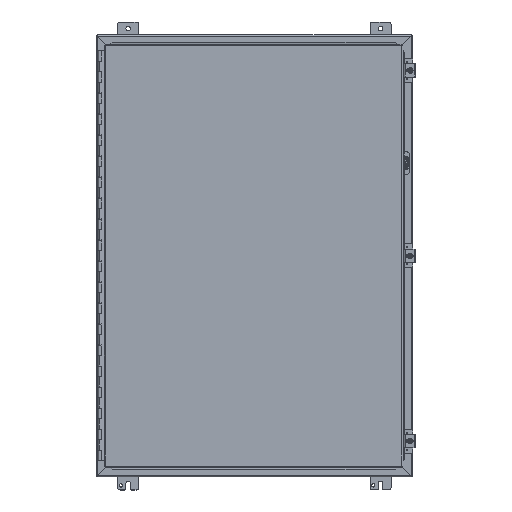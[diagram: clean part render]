
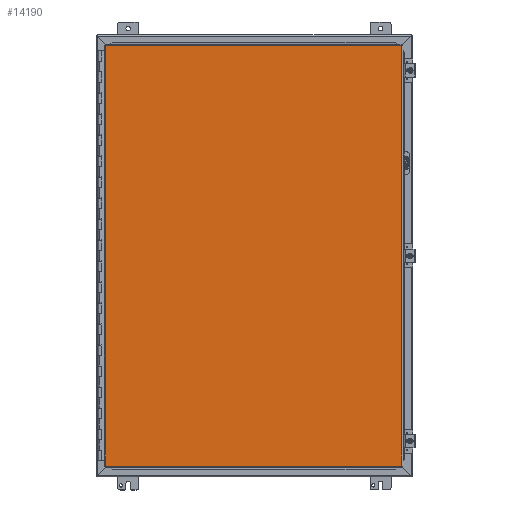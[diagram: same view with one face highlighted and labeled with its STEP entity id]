
A CAD part, top view. The second image highlights one B-rep face of the part: STEP entity #14190.
In plain terms, the highlighted face is planar.
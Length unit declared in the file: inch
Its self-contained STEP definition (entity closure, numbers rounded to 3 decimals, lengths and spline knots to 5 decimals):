
#13347=CARTESIAN_POINT('',(-14.08225,-19.9885,0.));
#13348=VERTEX_POINT('',#13347);
#13359=CARTESIAN_POINT('',(14.08225,-19.9885,0.));
#13360=VERTEX_POINT('',#13359);
#13361=CARTESIAN_POINT('',(14.08225,-19.9885,0.0));
#13362=DIRECTION('',(-1.0,0.0,0.0));
#13363=VECTOR('',#13362,28.1645);
#13364=LINE('',#13361,#13363);
#13365=EDGE_CURVE('',#13360,#13348,#13364,.T.);
#13481=CARTESIAN_POINT('',(-14.08225,19.9885,0.));
#13482=VERTEX_POINT('',#13481);
#13580=CARTESIAN_POINT('',(14.08225,19.9885,0.));
#13581=VERTEX_POINT('',#13580);
#13592=CARTESIAN_POINT('',(-14.08225,19.9885,0.0));
#13593=DIRECTION('',(1.0,0.0,0.0));
#13594=VECTOR('',#13593,28.1645);
#13595=LINE('',#13592,#13594);
#13596=EDGE_CURVE('',#13482,#13581,#13595,.T.);
#13901=CARTESIAN_POINT('',(-14.08225,-19.9885,0.0));
#13902=DIRECTION('',(0.0,1.0,0.0));
#13903=VECTOR('',#13902,39.977);
#13904=LINE('',#13901,#13903);
#13905=EDGE_CURVE('',#13348,#13482,#13904,.T.);
#13995=CARTESIAN_POINT('',(14.08225,19.9885,0.0));
#13996=DIRECTION('',(0.0,-1.0,0.0));
#13997=VECTOR('',#13996,39.977);
#13998=LINE('',#13995,#13997);
#13999=EDGE_CURVE('',#13581,#13360,#13998,.T.);
#14179=CARTESIAN_POINT('',(0.0,0.,0.0));
#14180=DIRECTION('',(0.0,0.0,1.0));
#14181=DIRECTION('',(1.0,0.0,0.0));
#14182=AXIS2_PLACEMENT_3D('',#14179,#14180,#14181);
#14183=PLANE('',#14182);
#14184=ORIENTED_EDGE('',*,*,#13905,.T.);
#14185=ORIENTED_EDGE('',*,*,#13596,.T.);
#14186=ORIENTED_EDGE('',*,*,#13999,.T.);
#14187=ORIENTED_EDGE('',*,*,#13365,.T.);
#14188=EDGE_LOOP('',(#14184,#14185,#14186,#14187));
#14189=FACE_OUTER_BOUND('',#14188,.T.);
#14190=ADVANCED_FACE('',(#14189),#14183,.F.);
